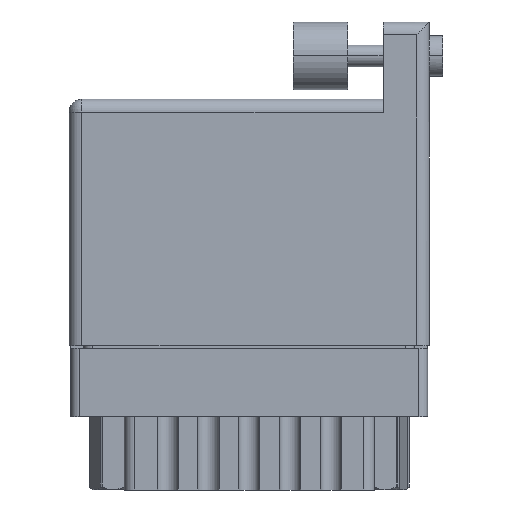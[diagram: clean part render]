
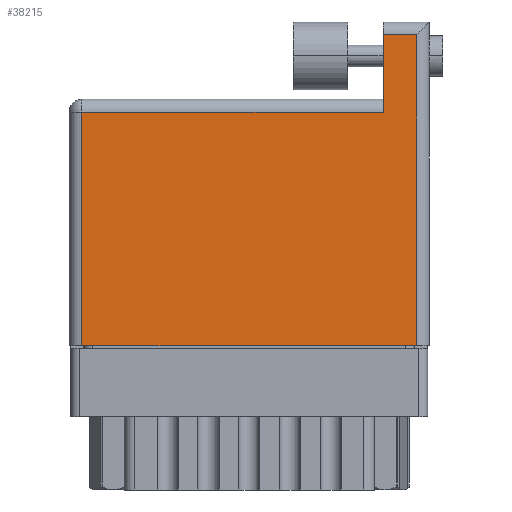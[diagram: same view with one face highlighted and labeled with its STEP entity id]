
A CAD part, front view. The second image highlights one B-rep face of the part: STEP entity #38215.
In plain terms, the highlighted face is planar.
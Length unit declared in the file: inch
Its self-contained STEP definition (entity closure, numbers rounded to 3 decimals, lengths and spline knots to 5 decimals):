
#874 = CARTESIAN_POINT ( 'NONE',  ( 1.278, 1.19, 0. ) ) ;
#942 = LINE ( 'NONE', #8428, #37934 ) ;
#3765 = DIRECTION ( 'NONE',  ( -1., 0., 0. ) ) ;
#5065 = LINE ( 'NONE', #20927, #33061 ) ;
#6510 = CARTESIAN_POINT ( 'NONE',  ( 1.278, 1.143, 0. ) ) ;
#6835 = EDGE_LOOP ( 'NONE', ( #14982, #12039, #37037, #7582, #12338, #26629 ) ) ;
#6990 = EDGE_CURVE ( 'NONE', #18373, #35637, #28260, .T. ) ;
#7374 = CARTESIAN_POINT ( 'NONE',  ( 0., 0., 0. ) ) ;
#7582 = ORIENTED_EDGE ( 'NONE', *, *, #31614, .T. ) ;
#8428 = CARTESIAN_POINT ( 'NONE',  ( 0., 0.859, 0. ) ) ;
#9215 = CARTESIAN_POINT ( 'NONE',  ( 1.155, 1.19, 0. ) ) ;
#10519 = VERTEX_POINT ( 'NONE', #27861 ) ;
#10577 = LINE ( 'NONE', #874, #35707 ) ;
#12039 = ORIENTED_EDGE ( 'NONE', *, *, #26878, .T. ) ;
#12338 = ORIENTED_EDGE ( 'NONE', *, *, #29105, .T. ) ;
#14158 = CARTESIAN_POINT ( 'NONE',  ( 1.155, 1.143, 0. ) ) ;
#14716 = VERTEX_POINT ( 'NONE', #18571 ) ;
#14982 = ORIENTED_EDGE ( 'NONE', *, *, #6990, .T. ) ;
#16192 = VECTOR ( 'NONE', #27838, 39.37008 ) ;
#17679 = VERTEX_POINT ( 'NONE', #35368 ) ;
#18035 = DIRECTION ( 'NONE',  ( 0., -1., 0. ) ) ;
#18373 = VERTEX_POINT ( 'NONE', #26275 ) ;
#18571 = CARTESIAN_POINT ( 'NONE',  ( 1.155, 1.143, 0. ) ) ;
#18888 = DIRECTION ( 'NONE',  ( 0., 1., 0. ) ) ;
#18970 = CARTESIAN_POINT ( 'NONE',  ( 1.278, 0., 0. ) ) ;
#19124 = DIRECTION ( 'NONE',  ( 0., 0., -1. ) ) ;
#19182 = DIRECTION ( 'NONE',  ( 1., 0., 0. ) ) ;
#19960 = DIRECTION ( 'NONE',  ( -1., 0., 0. ) ) ;
#20223 = VECTOR ( 'NONE', #19182, 39.37008 ) ;
#20927 = CARTESIAN_POINT ( 'NONE',  ( 0.047, 0., 0. ) ) ;
#23049 = EDGE_CURVE ( 'NONE', #17679, #18373, #5065, .T. ) ;
#23816 = FACE_OUTER_BOUND ( 'NONE', #6835, .T. ) ;
#26275 = CARTESIAN_POINT ( 'NONE',  ( 0.047, 0., 0. ) ) ;
#26629 = ORIENTED_EDGE ( 'NONE', *, *, #23049, .T. ) ;
#26878 = EDGE_CURVE ( 'NONE', #35637, #29492, #10577, .T. ) ;
#27838 = DIRECTION ( 'NONE',  ( 0., -1., 0. ) ) ;
#27861 = CARTESIAN_POINT ( 'NONE',  ( 1.155, 0.859, 0. ) ) ;
#28260 = LINE ( 'NONE', #7374, #20223 ) ;
#29105 = EDGE_CURVE ( 'NONE', #10519, #17679, #942, .T. ) ;
#29492 = VERTEX_POINT ( 'NONE', #6510 ) ;
#30065 = VECTOR ( 'NONE', #19960, 39.37008 ) ;
#30920 = PLANE ( 'NONE',  #35951 ) ;
#31346 = LINE ( 'NONE', #9215, #16192 ) ;
#31614 = EDGE_CURVE ( 'NONE', #14716, #10519, #31346, .T. ) ;
#33061 = VECTOR ( 'NONE', #18035, 39.37008 ) ;
#34245 = CARTESIAN_POINT ( 'NONE',  ( 0., 0.906, 0. ) ) ;
#35368 = CARTESIAN_POINT ( 'NONE',  ( 0.047, 0.859, 0. ) ) ;
#35460 = DIRECTION ( 'NONE',  ( -1., 0., 0. ) ) ;
#35637 = VERTEX_POINT ( 'NONE', #18970 ) ;
#35707 = VECTOR ( 'NONE', #18888, 39.37008 ) ;
#35951 = AXIS2_PLACEMENT_3D ( 'NONE', #34245, #19124, #3765 ) ;
#37037 = ORIENTED_EDGE ( 'NONE', *, *, #37763, .T. ) ;
#37763 = EDGE_CURVE ( 'NONE', #29492, #14716, #39099, .T. ) ;
#37934 = VECTOR ( 'NONE', #35460, 39.37008 ) ;
#38215 = ADVANCED_FACE ( 'NONE', ( #23816 ), #30920, .F. ) ;
#39099 = LINE ( 'NONE', #14158, #30065 ) ;
